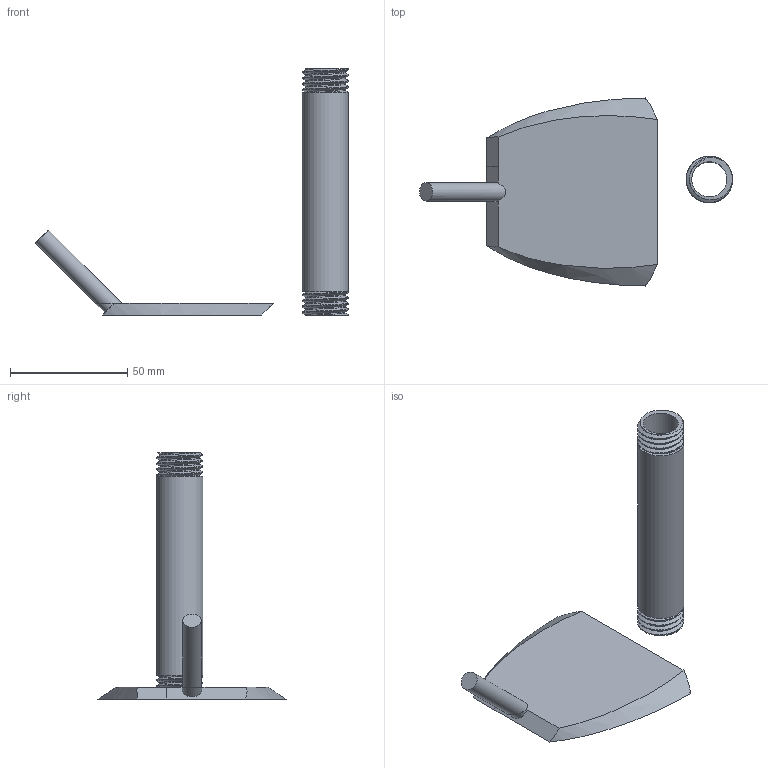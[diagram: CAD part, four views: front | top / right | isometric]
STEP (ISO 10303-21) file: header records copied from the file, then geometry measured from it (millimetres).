
FILE_DESCRIPTION(/* description */ (''),/* implementation_level */ '2;1');
FILE_NAME(/* name */ 'Agitator&Pipe.step',/* time_stamp */ '2022-01-01T12:24:40-06:00',/* author */ (''),/* organization */ (''),/* preprocessor_version */ 'ST-DEVELOPER v18.1',/* originating_system */ 'Autodesk Translation Framework v10.10.0.1391',/* authorisation */ '');
FILE_SCHEMA (('AUTOMOTIVE_DESIGN { 1 0 10303 214 3 1 1 }'));
Length unit declared in the file: millimetre
Products named in the file (1): BizzareSpatula
Bounding box: 133.6 x 80.24 x 105 mm (x, y, z)
Volume: 37240.2 mm3; surface area: 24208.2 mm2
Topology: 2 solids, 2 shells, 43 faces, 114 edges, 76 vertices
Faces by surface type: cylinder 24, plane 13, bspline 4, cone 2
Full cylindrical faces by diameter (mm): 7.9 x1, 15 x1, 16.938 x8, 19.791 x7
Entity records: 4065 total; most frequent: CARTESIAN_POINT 3036, ORIENTED_EDGE 228, DIRECTION 175, EDGE_CURVE 114, VERTEX_POINT 76, AXIS2_PLACEMENT_3D 70, B_SPLINE_CURVE_WITH_KNOTS 48, EDGE_LOOP 46
